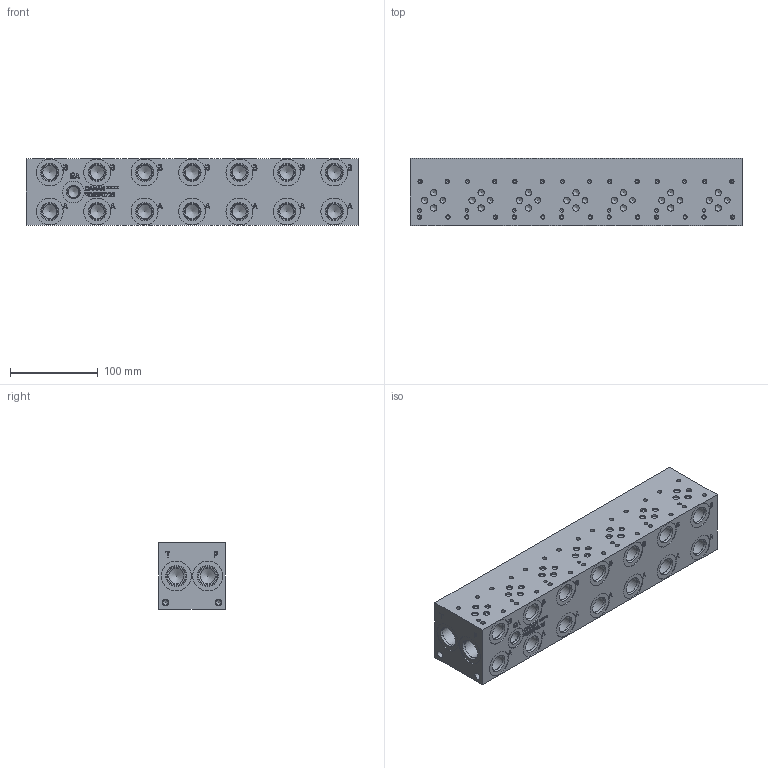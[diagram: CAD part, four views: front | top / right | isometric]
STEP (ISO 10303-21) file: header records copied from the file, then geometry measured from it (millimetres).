
FILE_DESCRIPTION(/* description */ (''),/* implementation_level */ '2;1');
FILE_NAME(/* name */ '_D03P072S.stp',/* time_stamp */ '2022-10-14T12:01:44-04:00',/* author */ ('bobbyh'),/* organization */ (''),/* preprocessor_version */ 'ST-DEVELOPER v18',/* originating_system */ 'Autodesk Inventor 2020',/* authorisation */ '');
FILE_SCHEMA (('AUTOMOTIVE_DESIGN { 1 0 10303 214 3 1 1 }'));
Length unit declared in the file: millimetre
Products named in the file (1): Part_AD03P072S_3D
Bounding box: 377.82 x 76.2 x 76.2 mm (x, y, z)
Volume: 2038727.8 mm3; surface area: 165291.4 mm2
Topology: 1 solids, 1 shells, 1081 faces, 2961 edges, 2021 vertices
Faces by surface type: plane 522, bspline 222, cylinder 194, cone 143
Full cylindrical faces by diameter (mm): 3.785 x28, 3.962 x7, 4.826 x28, 6.35 x7, 6.528 x4, 7.137 x21, 7.925 x4, 12.294 x1, 12.9 x1, 14.275 x1, 14.529 x1, 15.875 x14, 17.475 x4, 17.501 x14, 19.05 x14, 19.253 x14, 20.447 x4, 22.23 x4, 22.555 x4, 25.019 x1, 30.632 x14, 34.138 x4
Entity records: 36015 total; most frequent: CARTESIAN_POINT 8864, ORIENTED_EDGE 5750, DIRECTION 4880, EDGE_CURVE 2875, VERTEX_POINT 2021, LINE 1702, VECTOR 1702, AXIS2_PLACEMENT_3D 1589
